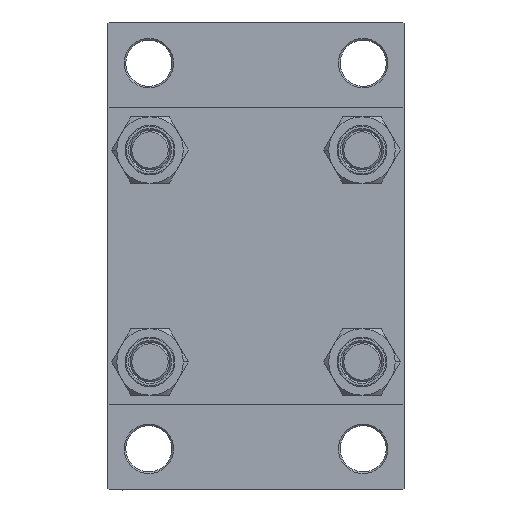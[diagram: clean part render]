
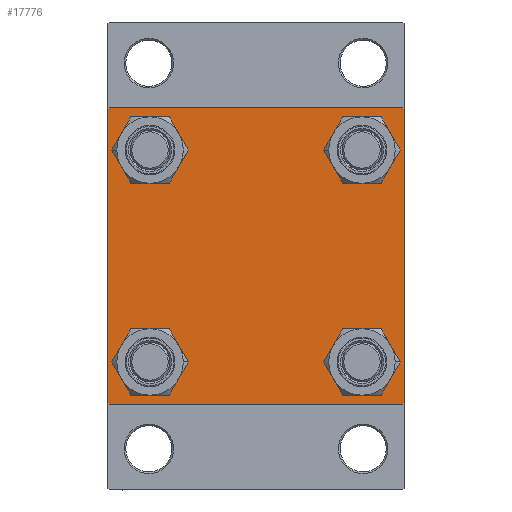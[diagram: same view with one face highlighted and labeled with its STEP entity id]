
A CAD part, left-side view. The second image highlights one B-rep face of the part: STEP entity #17776.
In plain terms, the highlighted planar face has unit normal (-1, 0, 0).
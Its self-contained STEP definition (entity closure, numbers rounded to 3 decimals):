
#61 = DIRECTION ( 'NONE',  ( 0., 0., 1. ) ) ;
#111 = VERTEX_POINT ( 'NONE', #3416 ) ;
#205 = DIRECTION ( 'NONE',  ( 1., 0., 0. ) ) ;
#595 = FACE_OUTER_BOUND ( 'NONE', #31853, .T. ) ;
#1774 = CIRCLE ( 'NONE', #20065, 6.5 ) ;
#1899 = EDGE_CURVE ( 'NONE', #19077, #42338, #36857, .T. ) ;
#2256 = ORIENTED_EDGE ( 'NONE', *, *, #7116, .T. ) ;
#2265 = CARTESIAN_POINT ( 'NONE',  ( 0., 32.15, 32.15 ) ) ;
#2485 = DIRECTION ( 'NONE',  ( 0., -0.707, -0.707 ) ) ;
#3416 = CARTESIAN_POINT ( 'NONE',  ( 0., 32.15, 38.65 ) ) ;
#3594 = CARTESIAN_POINT ( 'NONE',  ( 0., 45., -45. ) ) ;
#3672 = VERTEX_POINT ( 'NONE', #13502 ) ;
#3790 = CARTESIAN_POINT ( 'NONE',  ( 0., 44.5, -45. ) ) ;
#4021 = EDGE_CURVE ( 'NONE', #45796, #37629, #37473, .T. ) ;
#4024 = VECTOR ( 'NONE', #41021, 1000. ) ;
#4398 = DIRECTION ( 'NONE',  ( 0., 0., 1. ) ) ;
#4654 = VECTOR ( 'NONE', #15369, 1000. ) ;
#5120 = CARTESIAN_POINT ( 'NONE',  ( 0., -32.15, 25.65 ) ) ;
#5275 = DIRECTION ( 'NONE',  ( 1., 0., 0. ) ) ;
#5277 = VERTEX_POINT ( 'NONE', #21492 ) ;
#5343 = EDGE_CURVE ( 'NONE', #29326, #42338, #44608, .T. ) ;
#5433 = CARTESIAN_POINT ( 'NONE',  ( 0., 45., 45. ) ) ;
#5986 = CARTESIAN_POINT ( 'NONE',  ( 0., -32.15, 32.15 ) ) ;
#6052 = DIRECTION ( 'NONE',  ( 1., 0., 0. ) ) ;
#6288 = ORIENTED_EDGE ( 'NONE', *, *, #27683, .T. ) ;
#6535 = DIRECTION ( 'NONE',  ( 0., 0., 1. ) ) ;
#7116 = EDGE_CURVE ( 'NONE', #111, #31318, #1774, .T. ) ;
#7485 = CIRCLE ( 'NONE', #36455, 6.5 ) ;
#7734 = FACE_BOUND ( 'NONE', #16735, .T. ) ;
#7752 = VECTOR ( 'NONE', #26464, 1000. ) ;
#7806 = DIRECTION ( 'NONE',  ( 0., 0., 1. ) ) ;
#7914 = CARTESIAN_POINT ( 'NONE',  ( 0., 32.15, -32.15 ) ) ;
#8056 = LINE ( 'NONE', #29567, #7752 ) ;
#8113 = DIRECTION ( 'NONE',  ( 1., 0., 0. ) ) ;
#8980 = VECTOR ( 'NONE', #13476, 1000. ) ;
#9060 = ORIENTED_EDGE ( 'NONE', *, *, #5343, .F. ) ;
#9335 = CARTESIAN_POINT ( 'NONE',  ( 0., -45., 44.5 ) ) ;
#9675 = VERTEX_POINT ( 'NONE', #23068 ) ;
#10127 = ORIENTED_EDGE ( 'NONE', *, *, #22395, .T. ) ;
#10464 = CIRCLE ( 'NONE', #22669, 6.5 ) ;
#10578 = EDGE_CURVE ( 'NONE', #29544, #14364, #30894, .T. ) ;
#10947 = EDGE_CURVE ( 'NONE', #3672, #44963, #23136, .T. ) ;
#11553 = DIRECTION ( 'NONE',  ( -1., 0., 0. ) ) ;
#11631 = CARTESIAN_POINT ( 'NONE',  ( 0., -44.5, 45. ) ) ;
#13037 = CARTESIAN_POINT ( 'NONE',  ( 0., 32.15, -25.65 ) ) ;
#13143 = DIRECTION ( 'NONE',  ( 0., 0., 1. ) ) ;
#13476 = DIRECTION ( 'NONE',  ( 0., 0.707, 0.707 ) ) ;
#13502 = CARTESIAN_POINT ( 'NONE',  ( 0., -32.15, 38.65 ) ) ;
#14083 = DIRECTION ( 'NONE',  ( 0., -1., 0. ) ) ;
#14127 = VECTOR ( 'NONE', #34557, 1000. ) ;
#14166 = ORIENTED_EDGE ( 'NONE', *, *, #10947, .T. ) ;
#14364 = VERTEX_POINT ( 'NONE', #3790 ) ;
#14585 = CARTESIAN_POINT ( 'NONE',  ( 0., 32.15, 32.15 ) ) ;
#14904 = FACE_BOUND ( 'NONE', #36936, .T. ) ;
#15133 = PLANE ( 'NONE',  #21809 ) ;
#15369 = DIRECTION ( 'NONE',  ( 0., -0.707, 0.707 ) ) ;
#15787 = ORIENTED_EDGE ( 'NONE', *, *, #4021, .T. ) ;
#16008 = EDGE_LOOP ( 'NONE', ( #2256, #38686 ) ) ;
#16343 = EDGE_CURVE ( 'NONE', #9675, #40936, #27182, .T. ) ;
#16735 = EDGE_LOOP ( 'NONE', ( #15787, #46768 ) ) ;
#16878 = AXIS2_PLACEMENT_3D ( 'NONE', #23733, #6052, #27558 ) ;
#17776 = ADVANCED_FACE ( 'NONE', ( #14904, #40435, #7734, #36858, #595 ), #15133, .T. ) ;
#19077 = VERTEX_POINT ( 'NONE', #36782 ) ;
#19099 = DIRECTION ( 'NONE',  ( 0., 0., 1. ) ) ;
#20065 = AXIS2_PLACEMENT_3D ( 'NONE', #14585, #8113, #19099 ) ;
#20494 = VERTEX_POINT ( 'NONE', #44787 ) ;
#20635 = DIRECTION ( 'NONE',  ( 1., 0., 0. ) ) ;
#20933 = AXIS2_PLACEMENT_3D ( 'NONE', #41478, #20635, #32092 ) ;
#20942 = EDGE_CURVE ( 'NONE', #14364, #19077, #35572, .T. ) ;
#21103 = VECTOR ( 'NONE', #43633, 1000. ) ;
#21492 = CARTESIAN_POINT ( 'NONE',  ( 0., 45., 44.5 ) ) ;
#21809 = AXIS2_PLACEMENT_3D ( 'NONE', #44256, #11553, #4398 ) ;
#22287 = CARTESIAN_POINT ( 'NONE',  ( 0., -32.15, -38.65 ) ) ;
#22395 = EDGE_CURVE ( 'NONE', #20494, #39341, #41510, .T. ) ;
#22669 = AXIS2_PLACEMENT_3D ( 'NONE', #7914, #5275, #40857 ) ;
#23068 = CARTESIAN_POINT ( 'NONE',  ( 0., 44.5, 45. ) ) ;
#23136 = CIRCLE ( 'NONE', #33790, 6.5 ) ;
#23429 = ORIENTED_EDGE ( 'NONE', *, *, #20942, .T. ) ;
#23733 = CARTESIAN_POINT ( 'NONE',  ( 0., 32.15, -32.15 ) ) ;
#24196 = CARTESIAN_POINT ( 'NONE',  ( 0., 44.75, -44.75 ) ) ;
#24219 = DIRECTION ( 'NONE',  ( 1., 0., 0. ) ) ;
#25370 = DIRECTION ( 'NONE',  ( 1., 0., 0. ) ) ;
#26464 = DIRECTION ( 'NONE',  ( 0., 0., -1. ) ) ;
#26483 = CARTESIAN_POINT ( 'NONE',  ( 0., -45., 45. ) ) ;
#27182 = LINE ( 'NONE', #5433, #14127 ) ;
#27558 = DIRECTION ( 'NONE',  ( 0., 0., 1. ) ) ;
#27626 = ORIENTED_EDGE ( 'NONE', *, *, #16343, .F. ) ;
#27637 = CIRCLE ( 'NONE', #41363, 6.5 ) ;
#27683 = EDGE_CURVE ( 'NONE', #9675, #5277, #47220, .T. ) ;
#27864 = ORIENTED_EDGE ( 'NONE', *, *, #43036, .T. ) ;
#29015 = EDGE_LOOP ( 'NONE', ( #10127, #41038 ) ) ;
#29082 = CARTESIAN_POINT ( 'NONE',  ( 0., 44.75, 44.75 ) ) ;
#29326 = VERTEX_POINT ( 'NONE', #9335 ) ;
#29544 = VERTEX_POINT ( 'NONE', #29614 ) ;
#29567 = CARTESIAN_POINT ( 'NONE',  ( 0., 45., 45. ) ) ;
#29614 = CARTESIAN_POINT ( 'NONE',  ( 0., 45., -44.5 ) ) ;
#30824 = EDGE_CURVE ( 'NONE', #29326, #40936, #31402, .T. ) ;
#30894 = LINE ( 'NONE', #24196, #33010 ) ;
#31318 = VERTEX_POINT ( 'NONE', #39445 ) ;
#31402 = LINE ( 'NONE', #46195, #8980 ) ;
#31853 = EDGE_LOOP ( 'NONE', ( #27864, #32262, #23429, #42924, #9060, #45569, #27626, #6288 ) ) ;
#32092 = DIRECTION ( 'NONE',  ( 0., 0., 1. ) ) ;
#32114 = EDGE_CURVE ( 'NONE', #37629, #45796, #10464, .T. ) ;
#32262 = ORIENTED_EDGE ( 'NONE', *, *, #10578, .T. ) ;
#32614 = CARTESIAN_POINT ( 'NONE',  ( 0., -45., -44.5 ) ) ;
#33010 = VECTOR ( 'NONE', #2485, 1000. ) ;
#33790 = AXIS2_PLACEMENT_3D ( 'NONE', #5986, #45858, #13143 ) ;
#34557 = DIRECTION ( 'NONE',  ( 0., -1., 0. ) ) ;
#34685 = EDGE_CURVE ( 'NONE', #44963, #3672, #7485, .T. ) ;
#35572 = LINE ( 'NONE', #3594, #38405 ) ;
#35616 = CARTESIAN_POINT ( 'NONE',  ( 0., -32.15, -32.15 ) ) ;
#35883 = CIRCLE ( 'NONE', #41971, 6.5 ) ;
#36455 = AXIS2_PLACEMENT_3D ( 'NONE', #36930, #205, #7806 ) ;
#36573 = ORIENTED_EDGE ( 'NONE', *, *, #34685, .T. ) ;
#36782 = CARTESIAN_POINT ( 'NONE',  ( 0., -44.5, -45. ) ) ;
#36857 = LINE ( 'NONE', #43391, #4654 ) ;
#36858 = FACE_BOUND ( 'NONE', #16008, .T. ) ;
#36930 = CARTESIAN_POINT ( 'NONE',  ( 0., -32.15, 32.15 ) ) ;
#36936 = EDGE_LOOP ( 'NONE', ( #14166, #36573 ) ) ;
#37473 = CIRCLE ( 'NONE', #16878, 6.5 ) ;
#37629 = VERTEX_POINT ( 'NONE', #38982 ) ;
#38405 = VECTOR ( 'NONE', #14083, 1000. ) ;
#38686 = ORIENTED_EDGE ( 'NONE', *, *, #43521, .T. ) ;
#38982 = CARTESIAN_POINT ( 'NONE',  ( 0., 32.15, -38.65 ) ) ;
#39341 = VERTEX_POINT ( 'NONE', #22287 ) ;
#39445 = CARTESIAN_POINT ( 'NONE',  ( 0., 32.15, 25.65 ) ) ;
#40337 = EDGE_CURVE ( 'NONE', #39341, #20494, #35883, .T. ) ;
#40435 = FACE_BOUND ( 'NONE', #29015, .T. ) ;
#40857 = DIRECTION ( 'NONE',  ( 0., 0., 1. ) ) ;
#40936 = VERTEX_POINT ( 'NONE', #11631 ) ;
#41021 = DIRECTION ( 'NONE',  ( 0., 0., -1. ) ) ;
#41038 = ORIENTED_EDGE ( 'NONE', *, *, #40337, .T. ) ;
#41363 = AXIS2_PLACEMENT_3D ( 'NONE', #2265, #24219, #6535 ) ;
#41478 = CARTESIAN_POINT ( 'NONE',  ( 0., -32.15, -32.15 ) ) ;
#41510 = CIRCLE ( 'NONE', #20933, 6.5 ) ;
#41971 = AXIS2_PLACEMENT_3D ( 'NONE', #35616, #25370, #61 ) ;
#42338 = VERTEX_POINT ( 'NONE', #32614 ) ;
#42924 = ORIENTED_EDGE ( 'NONE', *, *, #1899, .T. ) ;
#43036 = EDGE_CURVE ( 'NONE', #5277, #29544, #8056, .T. ) ;
#43391 = CARTESIAN_POINT ( 'NONE',  ( 0., -44.75, -44.75 ) ) ;
#43521 = EDGE_CURVE ( 'NONE', #31318, #111, #27637, .T. ) ;
#43633 = DIRECTION ( 'NONE',  ( 0., 0.707, -0.707 ) ) ;
#44256 = CARTESIAN_POINT ( 'NONE',  ( 0., 0., 0. ) ) ;
#44608 = LINE ( 'NONE', #26483, #4024 ) ;
#44787 = CARTESIAN_POINT ( 'NONE',  ( 0., -32.15, -25.65 ) ) ;
#44963 = VERTEX_POINT ( 'NONE', #5120 ) ;
#45569 = ORIENTED_EDGE ( 'NONE', *, *, #30824, .T. ) ;
#45796 = VERTEX_POINT ( 'NONE', #13037 ) ;
#45858 = DIRECTION ( 'NONE',  ( 1., 0., 0. ) ) ;
#46195 = CARTESIAN_POINT ( 'NONE',  ( 0., -44.75, 44.75 ) ) ;
#46768 = ORIENTED_EDGE ( 'NONE', *, *, #32114, .T. ) ;
#47220 = LINE ( 'NONE', #29082, #21103 ) ;
